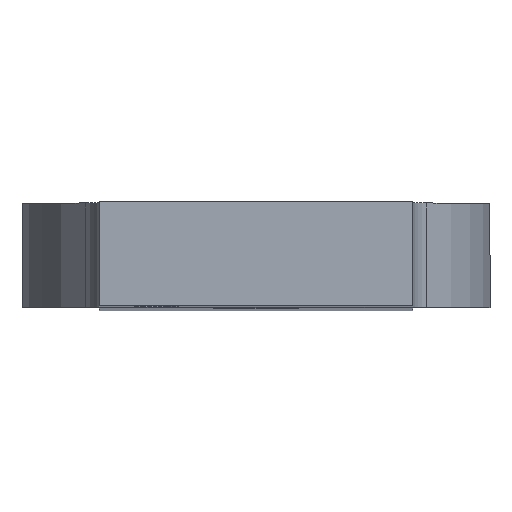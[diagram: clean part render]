
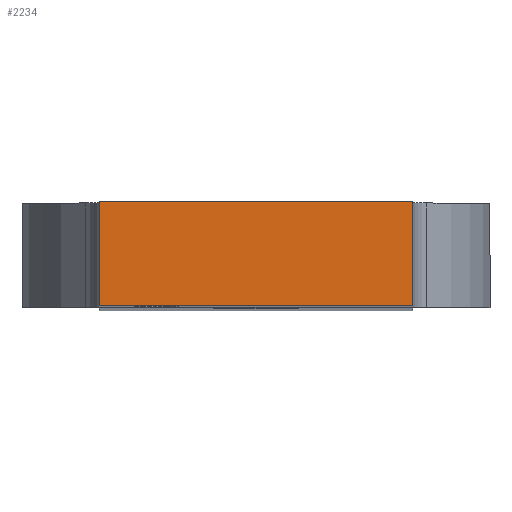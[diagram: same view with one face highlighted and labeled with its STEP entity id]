
A CAD part, top view. The second image highlights one B-rep face of the part: STEP entity #2234.
In plain terms, the highlighted planar face has unit normal (0, 0, 1).
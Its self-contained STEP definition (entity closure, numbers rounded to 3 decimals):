
#89 = ORIENTED_EDGE ( 'NONE', *, *, #2212, .T. ) ;
#208 = CARTESIAN_POINT ( 'NONE',  ( 22.576, 0., 110.372 ) ) ;
#247 = DIRECTION ( 'NONE',  ( 1., 0., 0. ) ) ;
#293 = CARTESIAN_POINT ( 'NONE',  ( -7.424, 10., 110.372 ) ) ;
#365 = VERTEX_POINT ( 'NONE', #2177 ) ;
#418 = LINE ( 'NONE', #208, #1061 ) ;
#501 = EDGE_CURVE ( 'NONE', #2196, #365, #1892, .T. ) ;
#525 = DIRECTION ( 'NONE',  ( 0., 0., -1. ) ) ;
#526 = VERTEX_POINT ( 'NONE', #1202 ) ;
#704 = CARTESIAN_POINT ( 'NONE',  ( -7.424, 0., 110.372 ) ) ;
#775 = DIRECTION ( 'NONE',  ( -1., 0., 0. ) ) ;
#781 = DIRECTION ( 'NONE',  ( 1., 0., 0. ) ) ;
#791 = VECTOR ( 'NONE', #781, 1000. ) ;
#999 = FACE_OUTER_BOUND ( 'NONE', #1766, .T. ) ;
#1061 = VECTOR ( 'NONE', #247, 1000. ) ;
#1201 = LINE ( 'NONE', #293, #2186 ) ;
#1202 = CARTESIAN_POINT ( 'NONE',  ( 22.576, 0., 110.372 ) ) ;
#1210 = EDGE_CURVE ( 'NONE', #365, #526, #1423, .T. ) ;
#1238 = EDGE_CURVE ( 'NONE', #2196, #1347, #1201, .T. ) ;
#1247 = AXIS2_PLACEMENT_3D ( 'NONE', #1771, #525, #775 ) ;
#1256 = ORIENTED_EDGE ( 'NONE', *, *, #501, .F. ) ;
#1347 = VERTEX_POINT ( 'NONE', #704 ) ;
#1423 = LINE ( 'NONE', #1672, #2477 ) ;
#1515 = DIRECTION ( 'NONE',  ( 0., -1., 0. ) ) ;
#1577 = ORIENTED_EDGE ( 'NONE', *, *, #1238, .T. ) ;
#1612 = CARTESIAN_POINT ( 'NONE',  ( -7.424, 10., 110.372 ) ) ;
#1672 = CARTESIAN_POINT ( 'NONE',  ( 22.576, 10., 110.372 ) ) ;
#1766 = EDGE_LOOP ( 'NONE', ( #89, #2565, #1256, #1577 ) ) ;
#1771 = CARTESIAN_POINT ( 'NONE',  ( 22.576, 10., 110.372 ) ) ;
#1885 = DIRECTION ( 'NONE',  ( 0., -1., 0. ) ) ;
#1892 = LINE ( 'NONE', #2419, #791 ) ;
#2177 = CARTESIAN_POINT ( 'NONE',  ( 22.576, 10., 110.372 ) ) ;
#2186 = VECTOR ( 'NONE', #1515, 1000. ) ;
#2187 = PLANE ( 'NONE',  #1247 ) ;
#2196 = VERTEX_POINT ( 'NONE', #1612 ) ;
#2212 = EDGE_CURVE ( 'NONE', #1347, #526, #418, .T. ) ;
#2234 = ADVANCED_FACE ( 'NONE', ( #999 ), #2187, .F. ) ;
#2419 = CARTESIAN_POINT ( 'NONE',  ( 22.576, 10., 110.372 ) ) ;
#2477 = VECTOR ( 'NONE', #1885, 1000. ) ;
#2565 = ORIENTED_EDGE ( 'NONE', *, *, #1210, .F. ) ;
